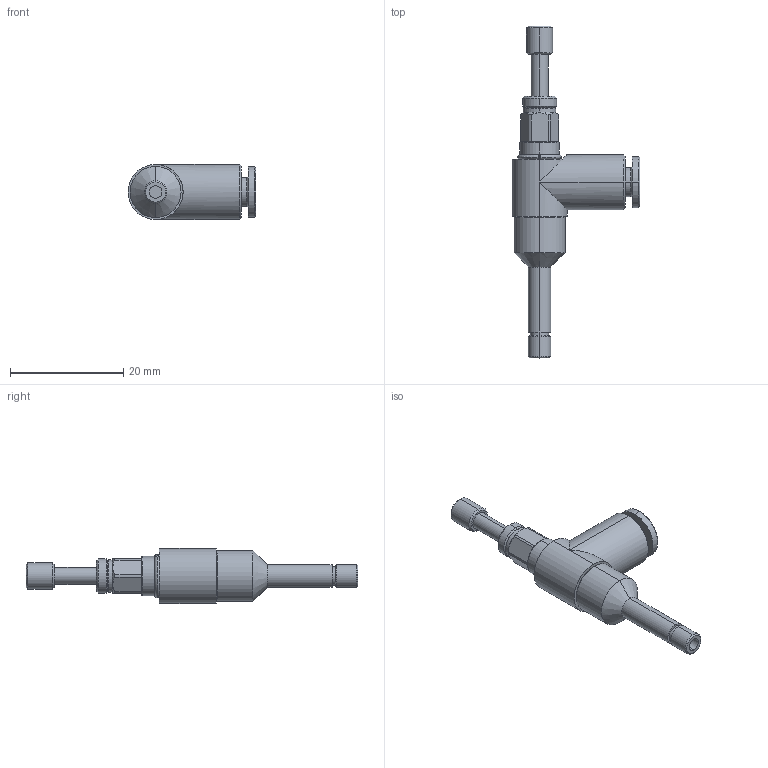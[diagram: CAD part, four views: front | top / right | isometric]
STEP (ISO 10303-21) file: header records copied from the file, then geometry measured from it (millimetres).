
FILE_DESCRIPTION (( 'STEP AP203' ), '1' );
FILE_NAME ('04330V10.STEP', '2010-06-25T07:10:53', ( '' ), ( 'sopra-pneumatic' ), 'SwSTEP 2.0', 'SolidWorks 2009', '' );
FILE_SCHEMA (( 'CONFIG_CONTROL_DESIGN' ));
Length unit declared in the file: millimetre
Products named in the file (1): 04330V10
Bounding box: 22.55 x 58.5 x 9.7 mm (x, y, z)
Volume: 2605.3 mm3; surface area: 2087.8 mm2
Topology: 2 solids, 4 shells, 113 faces, 230 edges, 136 vertices
Faces by surface type: cylinder 45, plane 34, cone 32, torus 2
Entity records: 3107 total; most frequent: CARTESIAN_POINT 610, DIRECTION 558, ORIENTED_EDGE 460, AXIS2_PLACEMENT_3D 232, EDGE_CURVE 230, VERTEX_POINT 136, EDGE_LOOP 124, CIRCLE 118
